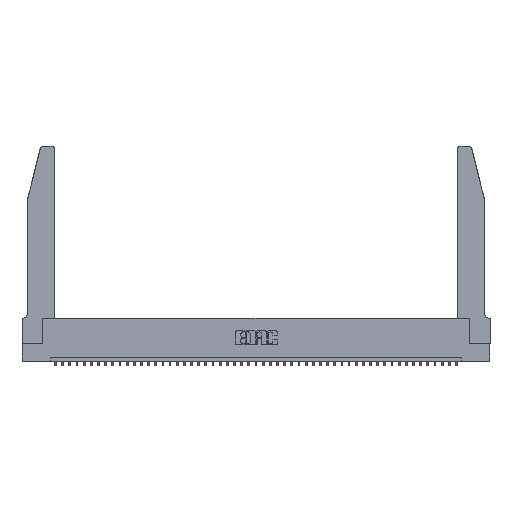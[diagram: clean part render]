
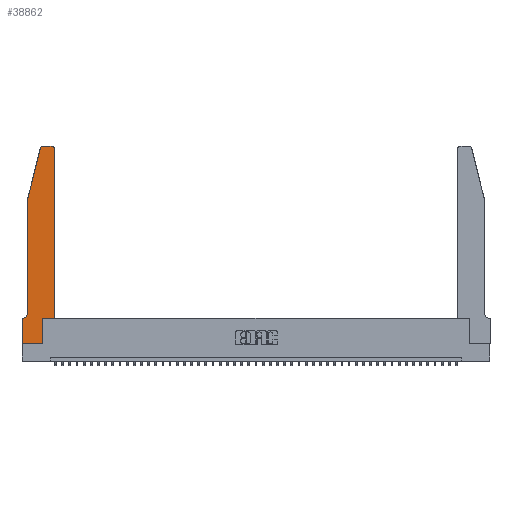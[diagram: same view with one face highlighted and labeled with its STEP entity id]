
A CAD part, top view. The second image highlights one B-rep face of the part: STEP entity #38862.
In plain terms, the highlighted planar face has unit normal (0, 0, 1).
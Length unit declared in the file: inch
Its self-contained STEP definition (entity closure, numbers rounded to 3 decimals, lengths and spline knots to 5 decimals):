
#484 = CIRCLE ( 'NONE', #17894, 0.03 ) ;
#1158 = ORIENTED_EDGE ( 'NONE', *, *, #7577, .T. ) ;
#1348 = DIRECTION ( 'NONE',  ( 1., 0., 0. ) ) ;
#1463 = CARTESIAN_POINT ( 'NONE',  ( 0., 0., 0.37 ) ) ;
#2583 = DIRECTION ( 'NONE',  ( 1., 0., 0. ) ) ;
#3780 = ORIENTED_EDGE ( 'NONE', *, *, #20242, .T. ) ;
#4192 = EDGE_CURVE ( 'NONE', #13033, #42008, #7939, .T. ) ;
#4505 = DIRECTION ( 'NONE',  ( 0., 0., 1. ) ) ;
#5838 = CARTESIAN_POINT ( 'NONE',  ( 0.2865, 0.35, 0.37 ) ) ;
#6250 = DIRECTION ( 'NONE',  ( 1., 0., 0. ) ) ;
#6289 = VERTEX_POINT ( 'NONE', #32495 ) ;
#6881 = CARTESIAN_POINT ( 'NONE',  ( 0.4205, 2.75, 0.37 ) ) ;
#7188 = VERTEX_POINT ( 'NONE', #38553 ) ;
#7448 = ORIENTED_EDGE ( 'NONE', *, *, #4192, .T. ) ;
#7577 = EDGE_CURVE ( 'NONE', #7188, #13033, #18922, .T. ) ;
#7736 = LINE ( 'NONE', #42910, #11081 ) ;
#7928 = CARTESIAN_POINT ( 'NONE',  ( 0.0755, 2., 0.37 ) ) ;
#7939 = LINE ( 'NONE', #1463, #26428 ) ;
#8010 = DIRECTION ( 'NONE',  ( 0., -1., 0. ) ) ;
#8205 = AXIS2_PLACEMENT_3D ( 'NONE', #36694, #19413, #1348 ) ;
#8470 = CARTESIAN_POINT ( 'NONE',  ( 0.4505, 0.35, 0.37 ) ) ;
#8518 = PLANE ( 'NONE',  #8205 ) ;
#8735 = DIRECTION ( 'NONE',  ( 0., -1., 0. ) ) ;
#9734 = LINE ( 'NONE', #21248, #29515 ) ;
#10367 = LINE ( 'NONE', #25447, #45614 ) ;
#10634 = DIRECTION ( 'NONE',  ( -0.239, -0.971, 0. ) ) ;
#11081 = VECTOR ( 'NONE', #10634, 39.37008 ) ;
#12430 = VECTOR ( 'NONE', #31718, 39.37008 ) ;
#13033 = VERTEX_POINT ( 'NONE', #41369 ) ;
#13820 = CARTESIAN_POINT ( 'NONE',  ( 0.0755, 0.35, 0.37 ) ) ;
#14388 = ORIENTED_EDGE ( 'NONE', *, *, #29963, .T. ) ;
#14588 = EDGE_CURVE ( 'NONE', #43199, #7188, #18752, .T. ) ;
#14928 = EDGE_CURVE ( 'NONE', #27635, #40294, #484, .T. ) ;
#15179 = ORIENTED_EDGE ( 'NONE', *, *, #17679, .T. ) ;
#15554 = AXIS2_PLACEMENT_3D ( 'NONE', #39947, #4505, #6250 ) ;
#17247 = CARTESIAN_POINT ( 'NONE',  ( 0.25487, 2.72718, 0.37 ) ) ;
#17679 = EDGE_CURVE ( 'NONE', #39732, #35235, #37452, .T. ) ;
#17765 = ORIENTED_EDGE ( 'NONE', *, *, #14928, .T. ) ;
#17894 = AXIS2_PLACEMENT_3D ( 'NONE', #44559, #26958, #2583 ) ;
#18613 = ORIENTED_EDGE ( 'NONE', *, *, #29470, .T. ) ;
#18752 = CIRCLE ( 'NONE', #34784, 0.07 ) ;
#18922 = LINE ( 'NONE', #13820, #29491 ) ;
#19413 = DIRECTION ( 'NONE',  ( 0., 0., 1. ) ) ;
#20011 = EDGE_LOOP ( 'NONE', ( #34729, #18613, #24908, #26343, #23782, #1158, #7448, #14388, #15179, #3780, #35223, #17765 ) ) ;
#20242 = EDGE_CURVE ( 'NONE', #35235, #6289, #9734, .T. ) ;
#20409 = CARTESIAN_POINT ( 'NONE',  ( 0., 0., 0.37 ) ) ;
#20871 = DIRECTION ( 'NONE',  ( -1., 0., 0. ) ) ;
#21248 = CARTESIAN_POINT ( 'NONE',  ( 0.4505, 0.35, 0.37 ) ) ;
#22108 = VERTEX_POINT ( 'NONE', #43880 ) ;
#22950 = LINE ( 'NONE', #26566, #30159 ) ;
#23034 = EDGE_CURVE ( 'NONE', #6289, #27635, #24846, .T. ) ;
#23769 = EDGE_CURVE ( 'NONE', #31831, #27578, #7736, .T. ) ;
#23782 = ORIENTED_EDGE ( 'NONE', *, *, #14588, .T. ) ;
#24190 = DIRECTION ( 'NONE',  ( 0., 0., -1. ) ) ;
#24716 = VECTOR ( 'NONE', #26257, 39.37008 ) ;
#24846 = LINE ( 'NONE', #8470, #25928 ) ;
#24908 = ORIENTED_EDGE ( 'NONE', *, *, #23769, .T. ) ;
#25173 = FACE_OUTER_BOUND ( 'NONE', #20011, .T. ) ;
#25447 = CARTESIAN_POINT ( 'NONE',  ( 0., 0., 0.37 ) ) ;
#25928 = VECTOR ( 'NONE', #29230, 39.37008 ) ;
#26193 = EDGE_CURVE ( 'NONE', #27578, #43199, #22950, .T. ) ;
#26257 = DIRECTION ( 'NONE',  ( 0., 1., 0. ) ) ;
#26343 = ORIENTED_EDGE ( 'NONE', *, *, #26193, .T. ) ;
#26428 = VECTOR ( 'NONE', #8010, 39.37008 ) ;
#26566 = CARTESIAN_POINT ( 'NONE',  ( 0.0755, 2., 0.37 ) ) ;
#26958 = DIRECTION ( 'NONE',  ( 0., 0., 1. ) ) ;
#27548 = DIRECTION ( 'NONE',  ( 1., 0., 0. ) ) ;
#27578 = VERTEX_POINT ( 'NONE', #7928 ) ;
#27635 = VERTEX_POINT ( 'NONE', #36730 ) ;
#28785 = CARTESIAN_POINT ( 'NONE',  ( 0.2865, 0.35, 0.37 ) ) ;
#29230 = DIRECTION ( 'NONE',  ( 0., 1., 0. ) ) ;
#29470 = EDGE_CURVE ( 'NONE', #22108, #31831, #42321, .T. ) ;
#29491 = VECTOR ( 'NONE', #20871, 39.37008 ) ;
#29515 = VECTOR ( 'NONE', #38263, 39.37008 ) ;
#29963 = EDGE_CURVE ( 'NONE', #42008, #39732, #10367, .T. ) ;
#30159 = VECTOR ( 'NONE', #8735, 39.37008 ) ;
#30775 = EDGE_CURVE ( 'NONE', #40294, #22108, #32293, .T. ) ;
#31718 = DIRECTION ( 'NONE',  ( -1., 0., 0. ) ) ;
#31831 = VERTEX_POINT ( 'NONE', #17247 ) ;
#32293 = LINE ( 'NONE', #35091, #12430 ) ;
#32495 = CARTESIAN_POINT ( 'NONE',  ( 0.4505, 0.35, 0.37 ) ) ;
#34729 = ORIENTED_EDGE ( 'NONE', *, *, #30775, .T. ) ;
#34784 = AXIS2_PLACEMENT_3D ( 'NONE', #45650, #24190, #37395 ) ;
#35091 = CARTESIAN_POINT ( 'NONE',  ( 0.2605, 2.75, 0.37 ) ) ;
#35136 = CARTESIAN_POINT ( 'NONE',  ( 0.2865, 0., 0.37 ) ) ;
#35223 = ORIENTED_EDGE ( 'NONE', *, *, #23034, .T. ) ;
#35235 = VERTEX_POINT ( 'NONE', #28785 ) ;
#36694 = CARTESIAN_POINT ( 'NONE',  ( 0., 0.35, 0.37 ) ) ;
#36730 = CARTESIAN_POINT ( 'NONE',  ( 0.4505, 2.72, 0.37 ) ) ;
#37395 = DIRECTION ( 'NONE',  ( -1., 0., 0. ) ) ;
#37452 = LINE ( 'NONE', #5838, #24716 ) ;
#38263 = DIRECTION ( 'NONE',  ( 1., 0., 0. ) ) ;
#38553 = CARTESIAN_POINT ( 'NONE',  ( 0.0055, 0.35, 0.37 ) ) ;
#38862 = ADVANCED_FACE ( 'NONE', ( #25173 ), #8518, .T. ) ;
#38958 = CARTESIAN_POINT ( 'NONE',  ( 0.0755, 0.42, 0.37 ) ) ;
#39732 = VERTEX_POINT ( 'NONE', #35136 ) ;
#39947 = CARTESIAN_POINT ( 'NONE',  ( 0.284, 2.72, 0.37 ) ) ;
#40294 = VERTEX_POINT ( 'NONE', #6881 ) ;
#41369 = CARTESIAN_POINT ( 'NONE',  ( 0., 0.35, 0.37 ) ) ;
#42008 = VERTEX_POINT ( 'NONE', #20409 ) ;
#42321 = CIRCLE ( 'NONE', #15554, 0.03 ) ;
#42910 = CARTESIAN_POINT ( 'NONE',  ( 0.0755, 2., 0.37 ) ) ;
#43199 = VERTEX_POINT ( 'NONE', #38958 ) ;
#43880 = CARTESIAN_POINT ( 'NONE',  ( 0.284, 2.75, 0.37 ) ) ;
#44559 = CARTESIAN_POINT ( 'NONE',  ( 0.4205, 2.72, 0.37 ) ) ;
#45614 = VECTOR ( 'NONE', #27548, 39.37008 ) ;
#45650 = CARTESIAN_POINT ( 'NONE',  ( 0.0055, 0.42, 0.37 ) ) ;
